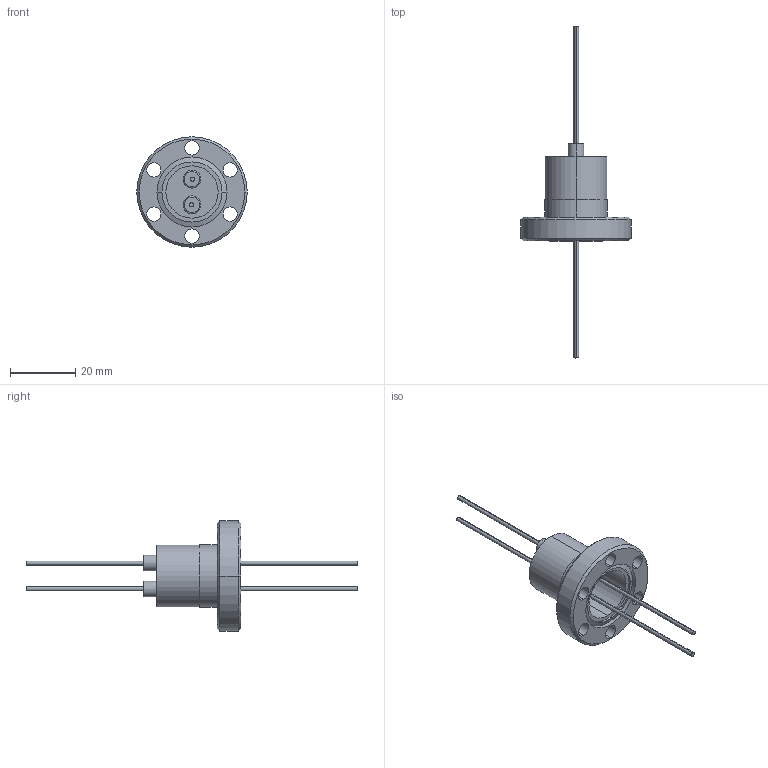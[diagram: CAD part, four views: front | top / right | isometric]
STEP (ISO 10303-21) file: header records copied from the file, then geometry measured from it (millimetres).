
FILE_DESCRIPTION (( 'STEP AP203' ), '1' );
FILE_NAME ('264-13CU1K-2-C16.STEP', '2013-05-13T12:05:13', ( '' ), ( '' ), 'SwSTEP 2.0', 'SolidWorks 2012', '' );
FILE_SCHEMA (( 'CONFIG_CONTROL_DESIGN' ));
Length unit declared in the file: inch
Products named in the file (1): 264-13CU1K-2-C16
Bounding box: 33.78 x 101.6 x 33.78 mm (x, y, z)
Volume: 6224.3 mm3; surface area: 6918.4 mm2
Topology: 1 solids, 1 shells, 102 faces, 259 edges, 170 vertices
Faces by surface type: cylinder 63, plane 21, cone 14, bspline 4
Entity records: 3344 total; most frequent: CARTESIAN_POINT 646, DIRECTION 603, ORIENTED_EDGE 518, EDGE_CURVE 259, AXIS2_PLACEMENT_3D 259, VERTEX_POINT 170, CIRCLE 160, EDGE_LOOP 133
